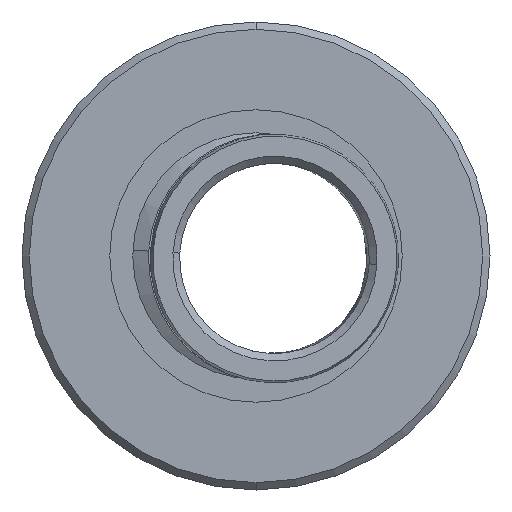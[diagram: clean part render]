
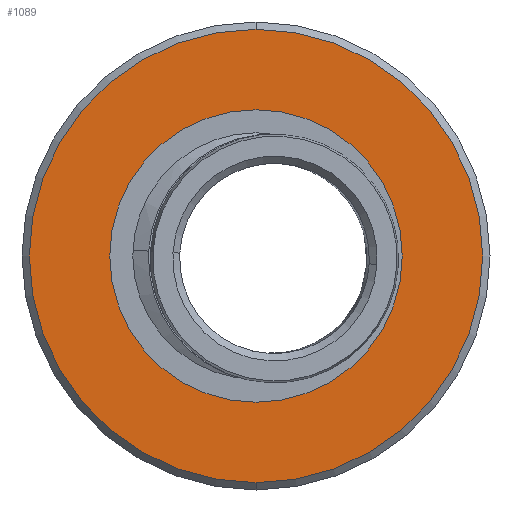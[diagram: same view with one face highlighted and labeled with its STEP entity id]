
A CAD part, front view. The second image highlights one B-rep face of the part: STEP entity #1089.
In plain terms, the highlighted planar face has unit normal (0, -1, 0).
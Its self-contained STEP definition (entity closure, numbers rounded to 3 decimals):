
#128 = DIRECTION ( 'NONE',  ( 0., 1., 0. ) ) ;
#136 = AXIS2_PLACEMENT_3D ( 'NONE', #653, #747, #563 ) ;
#153 = VERTEX_POINT ( 'NONE', #524 ) ;
#198 = AXIS2_PLACEMENT_3D ( 'NONE', #915, #1011, #452 ) ;
#215 = CARTESIAN_POINT ( 'NONE',  ( 0., -16.246, 0. ) ) ;
#219 = CIRCLE ( 'NONE', #136, 10. ) ;
#228 = EDGE_CURVE ( 'NONE', #1126, #517, #576, .T. ) ;
#262 = ORIENTED_EDGE ( 'NONE', *, *, #228, .F. ) ;
#286 = CARTESIAN_POINT ( 'NONE',  ( 0., -16.246, 15.5 ) ) ;
#295 = EDGE_CURVE ( 'NONE', #517, #1126, #826, .T. ) ;
#309 = VERTEX_POINT ( 'NONE', #890 ) ;
#371 = PLANE ( 'NONE',  #198 ) ;
#394 = ORIENTED_EDGE ( 'NONE', *, *, #295, .F. ) ;
#425 = ORIENTED_EDGE ( 'NONE', *, *, #1007, .T. ) ;
#428 = AXIS2_PLACEMENT_3D ( 'NONE', #215, #128, #953 ) ;
#452 = DIRECTION ( 'NONE',  ( 0., 0., 1. ) ) ;
#468 = FACE_OUTER_BOUND ( 'NONE', #865, .T. ) ;
#512 = DIRECTION ( 'NONE',  ( 0., 0., 1. ) ) ;
#517 = VERTEX_POINT ( 'NONE', #286 ) ;
#524 = CARTESIAN_POINT ( 'NONE',  ( 0., -16.246, 10. ) ) ;
#563 = DIRECTION ( 'NONE',  ( 0., 0., 1. ) ) ;
#568 = CARTESIAN_POINT ( 'NONE',  ( 0., -16.246, -15.5 ) ) ;
#576 = CIRCLE ( 'NONE', #842, 15.5 ) ;
#644 = EDGE_LOOP ( 'NONE', ( #425, #966 ) ) ;
#653 = CARTESIAN_POINT ( 'NONE',  ( 0., -16.246, 0. ) ) ;
#668 = CIRCLE ( 'NONE', #428, 10. ) ;
#727 = FACE_BOUND ( 'NONE', #644, .T. ) ;
#733 = EDGE_CURVE ( 'NONE', #309, #153, #668, .T. ) ;
#747 = DIRECTION ( 'NONE',  ( 0., 1., 0. ) ) ;
#804 = CARTESIAN_POINT ( 'NONE',  ( 0., -16.246, 0. ) ) ;
#826 = CIRCLE ( 'NONE', #923, 15.5 ) ;
#842 = AXIS2_PLACEMENT_3D ( 'NONE', #1058, #1149, #512 ) ;
#865 = EDGE_LOOP ( 'NONE', ( #394, #262 ) ) ;
#890 = CARTESIAN_POINT ( 'NONE',  ( 0., -16.246, -10. ) ) ;
#915 = CARTESIAN_POINT ( 'NONE',  ( 10., -16.246, 0. ) ) ;
#923 = AXIS2_PLACEMENT_3D ( 'NONE', #804, #1173, #1160 ) ;
#953 = DIRECTION ( 'NONE',  ( 0., 0., 1. ) ) ;
#966 = ORIENTED_EDGE ( 'NONE', *, *, #733, .T. ) ;
#1007 = EDGE_CURVE ( 'NONE', #153, #309, #219, .T. ) ;
#1011 = DIRECTION ( 'NONE',  ( 0., 1., 0. ) ) ;
#1058 = CARTESIAN_POINT ( 'NONE',  ( 0., -16.246, 0. ) ) ;
#1089 = ADVANCED_FACE ( 'NONE', ( #468, #727 ), #371, .F. ) ;
#1126 = VERTEX_POINT ( 'NONE', #568 ) ;
#1149 = DIRECTION ( 'NONE',  ( 0., 1., 0. ) ) ;
#1160 = DIRECTION ( 'NONE',  ( 0., 0., 1. ) ) ;
#1173 = DIRECTION ( 'NONE',  ( 0., 1., 0. ) ) ;
